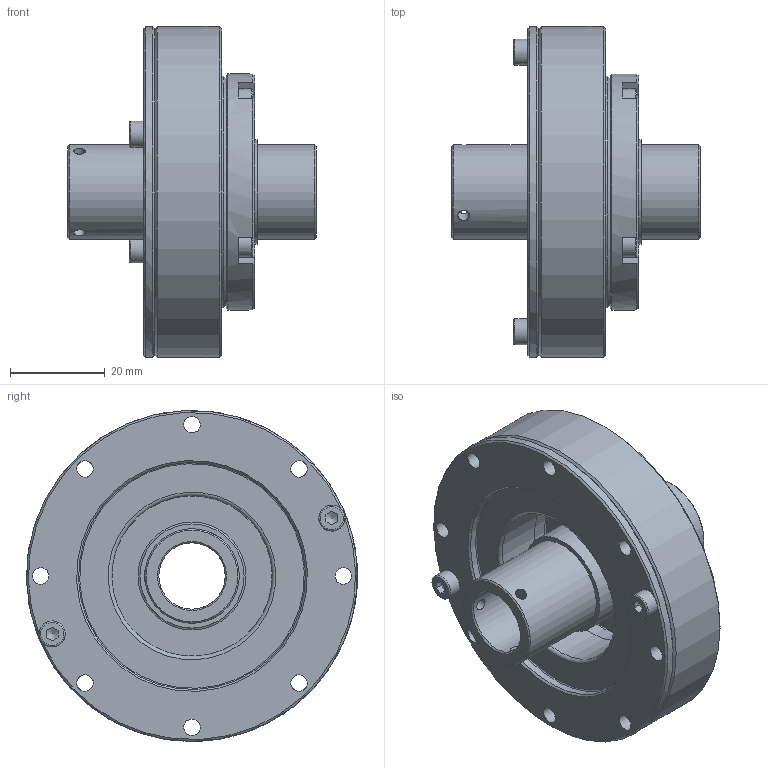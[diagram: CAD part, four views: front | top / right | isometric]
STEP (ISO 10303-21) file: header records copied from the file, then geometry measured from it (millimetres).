
FILE_DESCRIPTION(/* description */ (''),/* implementation_level */ '2;1');
FILE_NAME(/* name */ 'AK0001E2.stp',/* time_stamp */ '2018-10-30T13:27:36+08:00',/* author */ ('yin210'),/* organization */ (''),/* preprocessor_version */ 'ST-DEVELOPER v15.2',/* originating_system */ 'Autodesk Inventor 2014',/* authorisation */ '');
FILE_SCHEMA (('AUTOMOTIVE_DESIGN { 1 0 10303 214 3 1 1 }'));
Length unit declared in the file: centimetre
Products named in the file (1): AK0001E2
Bounding box: 52.5 x 70 x 70 mm (x, y, z)
Volume: 64224.6 mm3; surface area: 23264.2 mm2
Topology: 1 solids, 1 shells, 399 faces, 991 edges, 619 vertices
Faces by surface type: cylinder 146, plane 125, torus 56, cone 49, sphere 23
Full cylindrical faces by diameter (mm): 2.459 x11, 3.5 x16, 5.5 x6, 14 x2, 14.5 x1, 20 x2, 22 x2, 26.67 x1, 32.366 x1, 33.89 x2, 33.94 x1, 48 x1, 49 x1, 50 x1, 70 x2
Entity records: 11180 total; most frequent: DIRECTION 2044, CARTESIAN_POINT 1994, ORIENTED_EDGE 1638, AXIS2_PLACEMENT_3D 924, EDGE_CURVE 773, EDGE_LOOP 576, VERTEX_POINT 529, CIRCLE 524
